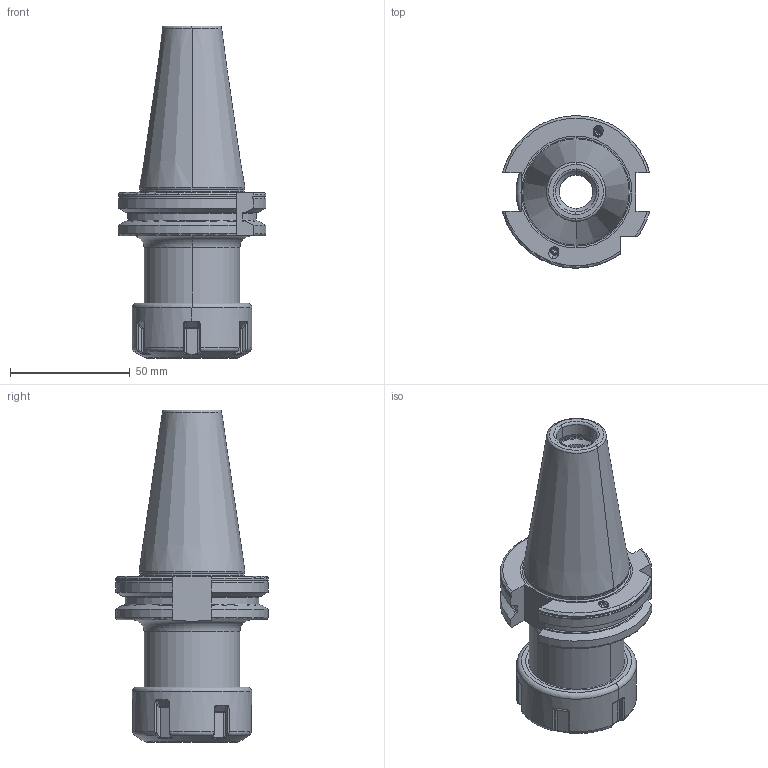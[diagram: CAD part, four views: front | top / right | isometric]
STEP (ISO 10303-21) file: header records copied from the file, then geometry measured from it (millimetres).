
FILE_DESCRIPTION((''),'2;1');
FILE_NAME('DC_403_02_20','2020-11-26T',('104091'),(''),'CREO PARAMETRIC BY PTC INC, 2016260','CREO PARAMETRIC BY PTC INC, 2016260','');
FILE_SCHEMA(('CONFIG_CONTROL_DESIGN'));
Length unit declared in the file: millimetre
Products named in the file (1): DC_403_02_20
Bounding box: 61.48 x 63.54 x 138.4 mm (x, y, z)
Volume: 146658.4 mm3; surface area: 34645.4 mm2
Topology: 1 solids, 1 shells, 329 faces, 809 edges, 490 vertices
Faces by surface type: plane 80, cylinder 74, bspline 60, torus 57, cone 46, sphere 12
Entity records: 12658 total; most frequent: CARTESIAN_POINT 5351, ORIENTED_EDGE 1614, DIRECTION 1370, EDGE_CURVE 807, AXIS2_PLACEMENT_3D 533, VERTEX_POINT 490, EDGE_LOOP 341, FACE_OUTER_BOUND 329
